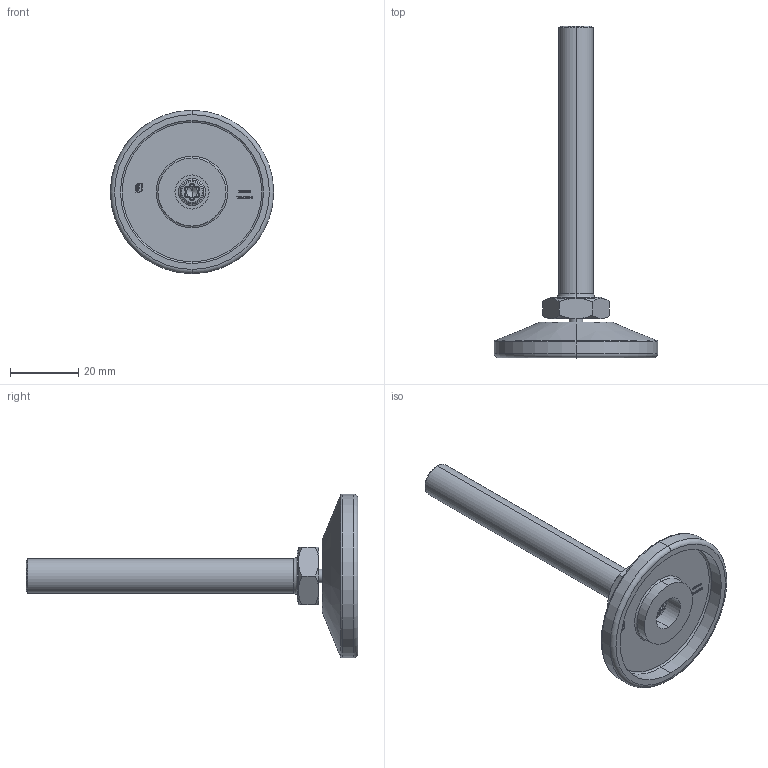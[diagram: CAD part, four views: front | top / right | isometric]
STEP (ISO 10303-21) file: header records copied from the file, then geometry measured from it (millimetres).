
FILE_DESCRIPTION (( 'STEP AP203' ), '1' );
FILE_NAME ('190-M1080-48.step', '2021-01-28T12:31:31', ( '' ), ( '' ), 'SwSTEP 2.0', 'SolidWorks 2018', '' );
FILE_SCHEMA (( 'CONFIG_CONTROL_DESIGN' ));
Length unit declared in the file: millimetre
Products named in the file (5): 190-MXXX-XX Teil1; 190-MXXX-XX Teil2; 190-MXXX-XX Teil1_190-MXXX-48 Teil1; 190-MXXX-XX Teil2_190-M1080-XX Teil2; 190-M1080-48
Assembly tree (2 placements, depth 2):
  190-MXXX-XX Teil1
  190-MXXX-XX Teil2
  190-M1080-48
    190-MXXX-XX Teil1_190-MXXX-48 Teil1
    190-MXXX-XX Teil2_190-M1080-XX Teil2
Bounding box: 48 x 97.5 x 48 mm (x, y, z)
Volume: 16523 mm3; surface area: 8995.8 mm2
Topology: 2 solids, 2 shells, 428 faces, 1082 edges, 697 vertices
Faces by surface type: plane 192, bspline 140, cone 41, cylinder 37, torus 18
Entity records: 20814 total; most frequent: CARTESIAN_POINT 10979, ORIENTED_EDGE 2156, DIRECTION 1523, EDGE_CURVE 1078, VERTEX_POINT 697, VECTOR 597, LINE 597, EDGE_LOOP 473
